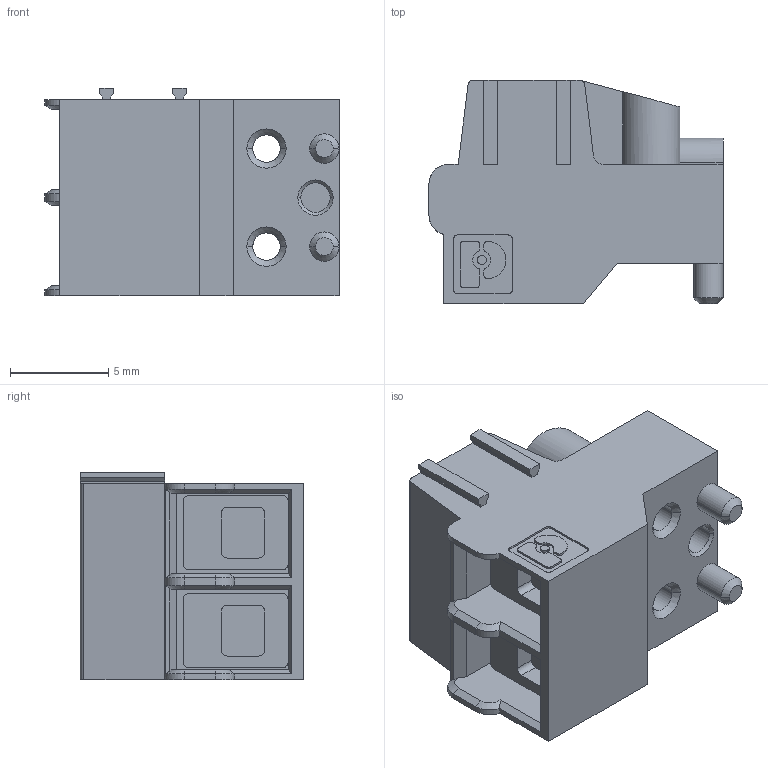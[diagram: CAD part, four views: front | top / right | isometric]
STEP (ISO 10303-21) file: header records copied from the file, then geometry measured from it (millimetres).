
FILE_DESCRIPTION(('STEP AP242'),'1');
FILE_NAME('1934861.stp','2024-02-28T18:51:53',('TraceParts'),('TraceParts S.A.'),'Spatial InterOp 3D',' ',' ');
FILE_SCHEMA(('AP242_MANAGED_MODEL_BASED_3D_ENGINEERING_MIM_LF {1 0 10303 442 1 1 4}'));
Length unit declared in the file: millimetre
Products named in the file (1): 1934861
Bounding box: 15 x 11.4 x 10.57 mm (x, y, z)
Volume: 1056.3 mm3; surface area: 1271.6 mm2
Topology: 1 solids, 1 shells, 279 faces, 769 edges, 500 vertices
Faces by surface type: plane 161, cylinder 86, cone 28, torus 4
Entity records: 11891 total; most frequent: CARTESIAN_POINT 2371, ORIENTED_EDGE 1538, DIRECTION 1527, EDGE_CURVE 769, AXIS2_PLACEMENT_3D 510, LINE 507, VECTOR 507, VERTEX_POINT 500
